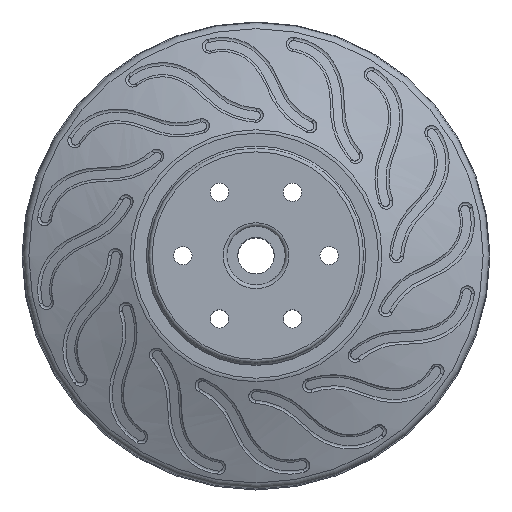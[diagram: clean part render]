
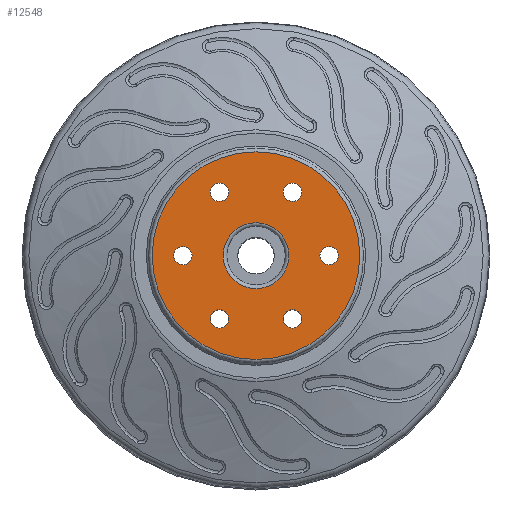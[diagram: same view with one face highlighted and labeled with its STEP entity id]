
A CAD part, top view. The second image highlights one B-rep face of the part: STEP entity #12548.
In plain terms, the highlighted planar face has unit normal (0, 0, 1).
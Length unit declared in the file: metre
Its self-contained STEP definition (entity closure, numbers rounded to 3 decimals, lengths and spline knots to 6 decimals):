
#1935=PLANE('',#13298);
#2256=ORIENTED_EDGE('',*,*,#6217,.T.);
#2257=ORIENTED_EDGE('',*,*,#6218,.T.);
#2258=ORIENTED_EDGE('',*,*,#6219,.T.);
#2259=ORIENTED_EDGE('',*,*,#6220,.T.);
#2260=ORIENTED_EDGE('',*,*,#6221,.T.);
#2261=ORIENTED_EDGE('',*,*,#6222,.T.);
#2262=ORIENTED_EDGE('',*,*,#6223,.T.);
#2263=ORIENTED_EDGE('',*,*,#6224,.T.);
#6217=EDGE_CURVE('',#8198,#8198,#9515,.F.);
#6218=EDGE_CURVE('',#8199,#8199,#9516,.T.);
#6219=EDGE_CURVE('',#8200,#8200,#9517,.F.);
#6220=EDGE_CURVE('',#8201,#8201,#9518,.F.);
#6221=EDGE_CURVE('',#8202,#8202,#9519,.F.);
#6222=EDGE_CURVE('',#8203,#8203,#9520,.F.);
#6223=EDGE_CURVE('',#8204,#8204,#9521,.F.);
#6224=EDGE_CURVE('',#8205,#8205,#9522,.F.);
#8198=VERTEX_POINT('',#21560);
#8199=VERTEX_POINT('',#21562);
#8200=VERTEX_POINT('',#21564);
#8201=VERTEX_POINT('',#21566);
#8202=VERTEX_POINT('',#21568);
#8203=VERTEX_POINT('',#21570);
#8204=VERTEX_POINT('',#21572);
#8205=VERTEX_POINT('',#21574);
#9515=CIRCLE('',#13299,0.0045);
#9516=CIRCLE('',#13300,0.0142);
#9517=CIRCLE('',#13301,0.00125);
#9518=CIRCLE('',#13302,0.00125);
#9519=CIRCLE('',#13303,0.00125);
#9520=CIRCLE('',#13304,0.00125);
#9521=CIRCLE('',#13305,0.00125);
#9522=CIRCLE('',#13306,0.00125);
#10344=EDGE_LOOP('',(#2256));
#10345=EDGE_LOOP('',(#2257));
#10346=EDGE_LOOP('',(#2258));
#10347=EDGE_LOOP('',(#2259));
#10348=EDGE_LOOP('',(#2260));
#10349=EDGE_LOOP('',(#2261));
#10350=EDGE_LOOP('',(#2262));
#10351=EDGE_LOOP('',(#2263));
#11140=FACE_BOUND('',#10344,.T.);
#11141=FACE_BOUND('',#10345,.T.);
#11142=FACE_BOUND('',#10346,.T.);
#11143=FACE_BOUND('',#10347,.T.);
#11144=FACE_BOUND('',#10348,.T.);
#11145=FACE_BOUND('',#10349,.T.);
#11146=FACE_BOUND('',#10350,.T.);
#11147=FACE_BOUND('',#10351,.T.);
#12548=ADVANCED_FACE('',(#11140,#11141,#11142,#11143,#11144,#11145,#11146,
#11147),#1935,.T.);
#13298=AXIS2_PLACEMENT_3D('',#21558,#14865,#14866);
#13299=AXIS2_PLACEMENT_3D('',#21559,#14867,#14868);
#13300=AXIS2_PLACEMENT_3D('',#21561,#14869,#14870);
#13301=AXIS2_PLACEMENT_3D('',#21563,#14871,#14872);
#13302=AXIS2_PLACEMENT_3D('',#21565,#14873,#14874);
#13303=AXIS2_PLACEMENT_3D('',#21567,#14875,#14876);
#13304=AXIS2_PLACEMENT_3D('',#21569,#14877,#14878);
#13305=AXIS2_PLACEMENT_3D('',#21571,#14879,#14880);
#13306=AXIS2_PLACEMENT_3D('',#21573,#14881,#14882);
#14865=DIRECTION('',(0.,0.,1.));
#14866=DIRECTION('',(1.,0.,0.));
#14867=DIRECTION('',(0.,0.,1.));
#14868=DIRECTION('',(1.,0.,0.));
#14869=DIRECTION('',(0.,0.,1.));
#14870=DIRECTION('',(1.,0.,0.));
#14871=DIRECTION('',(0.,0.,1.));
#14872=DIRECTION('',(1.,0.,0.));
#14873=DIRECTION('',(0.,0.,1.));
#14874=DIRECTION('',(1.,0.,0.));
#14875=DIRECTION('',(0.,0.,1.));
#14876=DIRECTION('',(1.,0.,0.));
#14877=DIRECTION('',(0.,0.,1.));
#14878=DIRECTION('',(1.,0.,0.));
#14879=DIRECTION('',(0.,0.,1.));
#14880=DIRECTION('',(1.,0.,0.));
#14881=DIRECTION('',(0.,0.,1.));
#14882=DIRECTION('',(1.,0.,0.));
#21558=CARTESIAN_POINT('',(0.,0.,0.028639));
#21559=CARTESIAN_POINT('',(0.,0.,0.028639));
#21560=CARTESIAN_POINT('',(0.0045,0.,0.028639));
#21561=CARTESIAN_POINT('',(0.,0.,0.028639));
#21562=CARTESIAN_POINT('',(0.0142,0.,0.028639));
#21563=CARTESIAN_POINT('',(-0.005,-0.00866,0.028639));
#21564=CARTESIAN_POINT('',(-0.00375,-0.00866,0.028639));
#21565=CARTESIAN_POINT('',(0.005,-0.00866,0.028639));
#21566=CARTESIAN_POINT('',(0.00625,-0.00866,0.028639));
#21567=CARTESIAN_POINT('',(0.01,0.,0.028639));
#21568=CARTESIAN_POINT('',(0.01125,0.,0.028639));
#21569=CARTESIAN_POINT('',(0.005,0.00866,0.028639));
#21570=CARTESIAN_POINT('',(0.00625,0.00866,0.028639));
#21571=CARTESIAN_POINT('',(-0.005,0.00866,0.028639));
#21572=CARTESIAN_POINT('',(-0.00375,0.00866,0.028639));
#21573=CARTESIAN_POINT('',(-0.01,0.,0.028639));
#21574=CARTESIAN_POINT('',(-0.00875,0.,0.028639));
